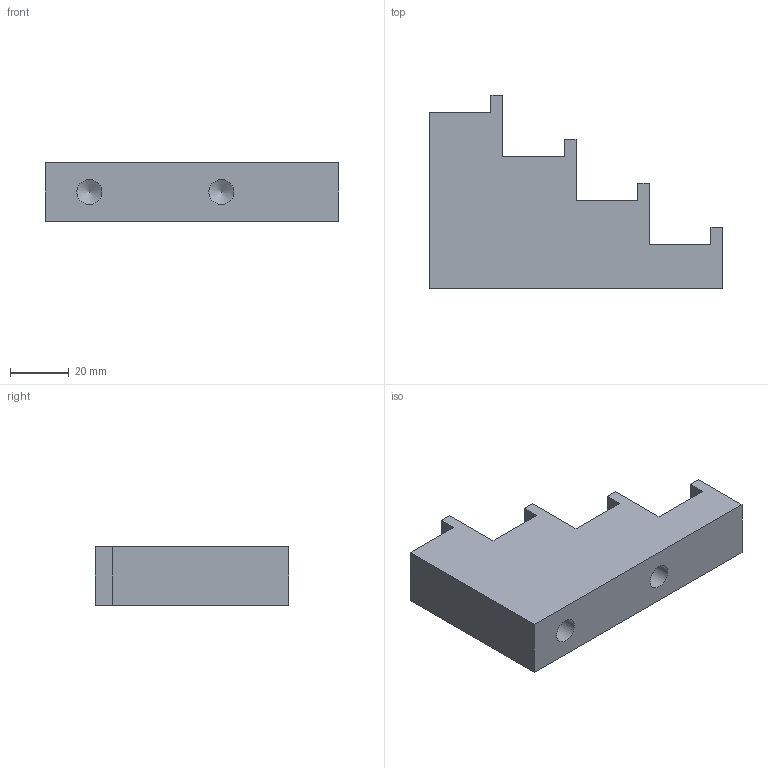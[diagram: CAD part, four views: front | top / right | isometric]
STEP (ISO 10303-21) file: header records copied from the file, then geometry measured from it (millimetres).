
FILE_DESCRIPTION (( 'STEP AP203' ), '1' );
FILE_NAME ('YIS11-4-20 Èçîëÿòîð ñòóïåí÷àòûé ÈÑ4-20 (Ì6) ñèëîâîé ÈÝÊ.STEP', '2016-09-15T08:27:10', ( '' ), ( '' ), 'SwSTEP 2.0', 'SolidWorks 2014', '' );
FILE_SCHEMA (( 'CONFIG_CONTROL_DESIGN' ));
Length unit declared in the file: millimetre
Products named in the file (1): YIS11-4-20 Èçîëÿòîð ñòóïåí÷àòûé ÈÑ4-20 (Ì6) ñèëîâîé ÈÝÊ
Bounding box: 100 x 66 x 20 mm (x, y, z)
Volume: 74869.1 mm3; surface area: 16244.1 mm2
Topology: 1 solids, 1 shells, 32 faces, 84 edges, 54 vertices
Faces by surface type: plane 20, cone 6, cylinder 6
Full cylindrical faces by diameter (mm): 5 x4, 8.5 x2
Entity records: 935 total; most frequent: CARTESIAN_POINT 147, DIRECTION 144, ORIENTED_EDGE 132, EDGE_CURVE 66, LINE 54, VECTOR 54, VERTEX_POINT 48, AXIS2_PLACEMENT_3D 45
